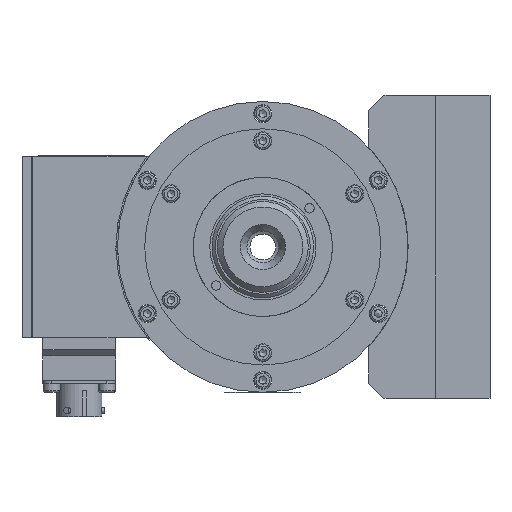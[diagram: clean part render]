
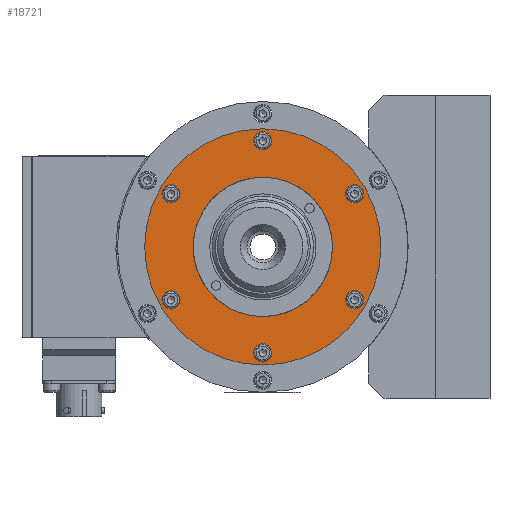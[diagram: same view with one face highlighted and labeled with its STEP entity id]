
A CAD part, left-side view. The second image highlights one B-rep face of the part: STEP entity #18721.
In plain terms, the highlighted planar face has unit normal (-1, 0, 0).
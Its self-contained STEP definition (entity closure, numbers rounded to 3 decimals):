
#780 = DIRECTION ( 'NONE',  ( 0., -0.5, -0.866 ) ) ;
#1091 = CARTESIAN_POINT ( 'NONE',  ( 3., 75., 0. ) ) ;
#1364 = AXIS2_PLACEMENT_3D ( 'NONE', #1091, #30890, #5454 ) ;
#1927 = CARTESIAN_POINT ( 'NONE',  ( 3., 44.689, 17.5 ) ) ;
#2055 = FACE_BOUND ( 'NONE', #7936, .T. ) ;
#2095 = FACE_OUTER_BOUND ( 'NONE', #19300, .T. ) ;
#2103 = FACE_BOUND ( 'NONE', #9735, .T. ) ;
#2149 = FACE_BOUND ( 'NONE', #18474, .T. ) ;
#2198 = FACE_BOUND ( 'NONE', #28676, .T. ) ;
#2329 = FACE_BOUND ( 'NONE', #22317, .T. ) ;
#2386 = FACE_BOUND ( 'NONE', #23417, .T. ) ;
#2715 = FACE_BOUND ( 'NONE', #22877, .T. ) ;
#3992 = CARTESIAN_POINT ( 'NONE',  ( 3., 108.775, -19.5 ) ) ;
#4786 = EDGE_CURVE ( 'NONE', #7892, #7892, #28758, .T. ) ;
#4814 = DIRECTION ( 'NONE',  ( -1., 0., 0. ) ) ;
#4903 = EDGE_CURVE ( 'NONE', #7838, #7838, #28008, .T. ) ;
#5413 = VERTEX_POINT ( 'NONE', #16968 ) ;
#5454 = DIRECTION ( 'NONE',  ( 0., -0.5, -0.866 ) ) ;
#5774 = AXIS2_PLACEMENT_3D ( 'NONE', #30220, #4814, #34553 ) ;
#6278 = DIRECTION ( 'NONE',  ( 0., 0.5, 0.866 ) ) ;
#7528 = CARTESIAN_POINT ( 'NONE',  ( 3., 75., 35. ) ) ;
#7838 = VERTEX_POINT ( 'NONE', #16246 ) ;
#7880 = CARTESIAN_POINT ( 'NONE',  ( 3., 105.311, -17.5 ) ) ;
#7892 = VERTEX_POINT ( 'NONE', #41691 ) ;
#7936 = EDGE_LOOP ( 'NONE', ( #49869 ) ) ;
#8124 = PLANE ( 'NONE',  #21406 ) ;
#8300 = DIRECTION ( 'NONE',  ( 1., 0., 0. ) ) ;
#9735 = EDGE_LOOP ( 'NONE', ( #10514 ) ) ;
#10036 = DIRECTION ( 'NONE',  ( -1., 0., 0. ) ) ;
#10514 = ORIENTED_EDGE ( 'NONE', *, *, #16293, .F. ) ;
#10798 = CARTESIAN_POINT ( 'NONE',  ( 3., 76.5, 37.598 ) ) ;
#11867 = DIRECTION ( 'NONE',  ( 0., 0.5, 0.866 ) ) ;
#12181 = DIRECTION ( 'NONE',  ( 0., 0.5, 0.866 ) ) ;
#15480 = CIRCLE ( 'NONE', #23406, 3. ) ;
#16246 = CARTESIAN_POINT ( 'NONE',  ( 3., 46.189, -14.902 ) ) ;
#16293 = EDGE_CURVE ( 'NONE', #5413, #5413, #15480, .T. ) ;
#16968 = CARTESIAN_POINT ( 'NONE',  ( 3., 76.5, -32.402 ) ) ;
#17224 = ORIENTED_EDGE ( 'NONE', *, *, #49735, .F. ) ;
#18474 = EDGE_LOOP ( 'NONE', ( #18823 ) ) ;
#18721 = ADVANCED_FACE ( 'NONE', ( #2715, #2198, #2386, #2149, #2329, #2103, #2095, #2055 ), #8124, .F. ) ;
#18823 = ORIENTED_EDGE ( 'NONE', *, *, #39167, .F. ) ;
#19300 = EDGE_LOOP ( 'NONE', ( #32173 ) ) ;
#19812 = CIRCLE ( 'NONE', #5774, 3. ) ;
#21406 = AXIS2_PLACEMENT_3D ( 'NONE', #3992, #8300, #37998 ) ;
#21870 = CIRCLE ( 'NONE', #55536, 3. ) ;
#22056 = DIRECTION ( 'NONE',  ( -1., 0., 0. ) ) ;
#22317 = EDGE_LOOP ( 'NONE', ( #17224 ) ) ;
#22874 = CARTESIAN_POINT ( 'NONE',  ( 3., 106.811, 20.098 ) ) ;
#22877 = EDGE_LOOP ( 'NONE', ( #44626 ) ) ;
#23406 = AXIS2_PLACEMENT_3D ( 'NONE', #47633, #22056, #52073 ) ;
#23417 = EDGE_LOOP ( 'NONE', ( #46492 ) ) ;
#24141 = CIRCLE ( 'NONE', #43977, 3. ) ;
#26331 = DIRECTION ( 'NONE',  ( 1., 0., 0. ) ) ;
#28008 = CIRCLE ( 'NONE', #32116, 3. ) ;
#28676 = EDGE_LOOP ( 'NONE', ( #48004 ) ) ;
#28758 = CIRCLE ( 'NONE', #32127, 23. ) ;
#30220 = CARTESIAN_POINT ( 'NONE',  ( 3., 105.311, 17.5 ) ) ;
#30890 = DIRECTION ( 'NONE',  ( 1., 0., 0. ) ) ;
#31473 = CIRCLE ( 'NONE', #1364, 39. ) ;
#31722 = DIRECTION ( 'NONE',  ( -1., 0., 0. ) ) ;
#32116 = AXIS2_PLACEMENT_3D ( 'NONE', #35438, #10036, #39710 ) ;
#32127 = AXIS2_PLACEMENT_3D ( 'NONE', #52162, #26331, #780 ) ;
#32173 = ORIENTED_EDGE ( 'NONE', *, *, #44022, .F. ) ;
#33027 = CARTESIAN_POINT ( 'NONE',  ( 3., 106.811, -14.902 ) ) ;
#34553 = DIRECTION ( 'NONE',  ( 0., 0.5, 0.866 ) ) ;
#35438 = CARTESIAN_POINT ( 'NONE',  ( 3., 44.689, -17.5 ) ) ;
#37251 = DIRECTION ( 'NONE',  ( -1., 0., 0. ) ) ;
#37563 = DIRECTION ( 'NONE',  ( -1., 0., 0. ) ) ;
#37998 = DIRECTION ( 'NONE',  ( 0., -0.5, -0.866 ) ) ;
#39167 = EDGE_CURVE ( 'NONE', #55579, #55579, #19812, .T. ) ;
#39710 = DIRECTION ( 'NONE',  ( 0., 0.5, 0.866 ) ) ;
#41691 = CARTESIAN_POINT ( 'NONE',  ( 3., 63.5, -19.919 ) ) ;
#41844 = CARTESIAN_POINT ( 'NONE',  ( 3., 46.189, 20.098 ) ) ;
#43977 = AXIS2_PLACEMENT_3D ( 'NONE', #1927, #31722, #6278 ) ;
#44022 = EDGE_CURVE ( 'NONE', #53721, #53721, #31473, .T. ) ;
#44626 = ORIENTED_EDGE ( 'NONE', *, *, #4903, .F. ) ;
#44697 = CARTESIAN_POINT ( 'NONE',  ( 3., 55.5, -33.775 ) ) ;
#45572 = EDGE_CURVE ( 'NONE', #53288, #53288, #21870, .T. ) ;
#46492 = ORIENTED_EDGE ( 'NONE', *, *, #45572, .F. ) ;
#47622 = CIRCLE ( 'NONE', #49081, 3. ) ;
#47633 = CARTESIAN_POINT ( 'NONE',  ( 3., 75., -35. ) ) ;
#48004 = ORIENTED_EDGE ( 'NONE', *, *, #53317, .F. ) ;
#49081 = AXIS2_PLACEMENT_3D ( 'NONE', #7880, #37563, #12181 ) ;
#49735 = EDGE_CURVE ( 'NONE', #52174, #52174, #47622, .T. ) ;
#49869 = ORIENTED_EDGE ( 'NONE', *, *, #4786, .T. ) ;
#51214 = VERTEX_POINT ( 'NONE', #41844 ) ;
#52073 = DIRECTION ( 'NONE',  ( 0., 0.5, 0.866 ) ) ;
#52162 = CARTESIAN_POINT ( 'NONE',  ( 3., 75., 0. ) ) ;
#52174 = VERTEX_POINT ( 'NONE', #33027 ) ;
#53288 = VERTEX_POINT ( 'NONE', #10798 ) ;
#53317 = EDGE_CURVE ( 'NONE', #51214, #51214, #24141, .T. ) ;
#53721 = VERTEX_POINT ( 'NONE', #44697 ) ;
#55536 = AXIS2_PLACEMENT_3D ( 'NONE', #7528, #37251, #11867 ) ;
#55579 = VERTEX_POINT ( 'NONE', #22874 ) ;
